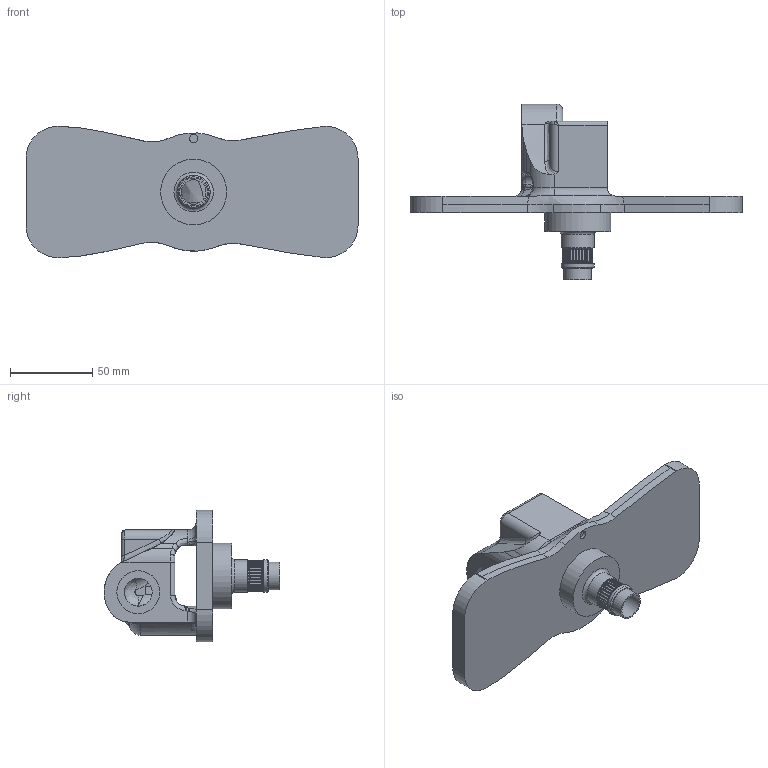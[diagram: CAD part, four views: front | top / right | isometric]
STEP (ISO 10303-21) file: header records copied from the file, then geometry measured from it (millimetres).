
FILE_DESCRIPTION(/* description */ (''),/* implementation_level */ '2;1');
FILE_NAME(/* name */ 'rotation_base_v3.stp',/* time_stamp */ '2025-12-06T20:40:10+01:00',/* author */ ('Piter'),/* organization */ (''),/* preprocessor_version */ 'ST-DEVELOPER v20.1',/* originating_system */ 'Autodesk Inventor 2026',/* authorisation */ '');
FILE_SCHEMA (('AUTOMOTIVE_DESIGN { 1 0 10303 214 3 1 1 }'));
Products named in the file (1): rotation_base_v3
Bounding box: 202 x 107.08 x 80 mm (x, y, z)
Volume: 174507.2 mm3; surface area: 59554.7 mm2
Topology: 1 solids, 1 shells, 1540 faces, 4470 edges, 2933 vertices
Faces by surface type: plane 1018, cylinder 238, cone 190, bspline 66, torus 27, sphere 1
Full cylindrical faces by diameter (mm): 3 x4, 3.5 x4, 4.1 x4, 5.1 x1, 15 x1, 16.9 x1, 17 x1, 20 x2, 26.1 x1, 35 x1, 40.1 x1
Entity records: 56956 total; most frequent: CARTESIAN_POINT 15813, ORIENTED_EDGE 8916, DIRECTION 8152, EDGE_CURVE 4458, AXIS2_PLACEMENT_3D 3510, VERTEX_POINT 2933, ELLIPSE 1759, EDGE_LOOP 1561
